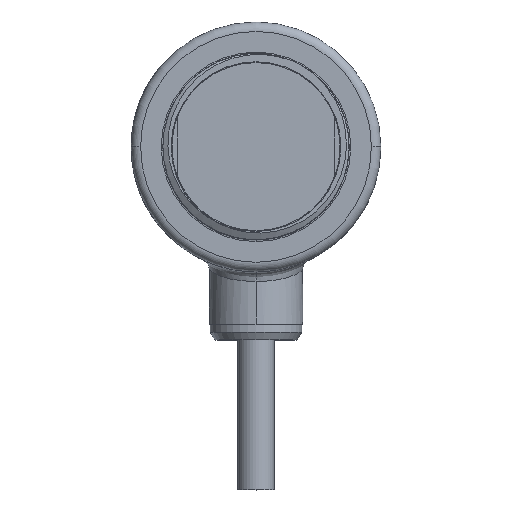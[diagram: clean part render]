
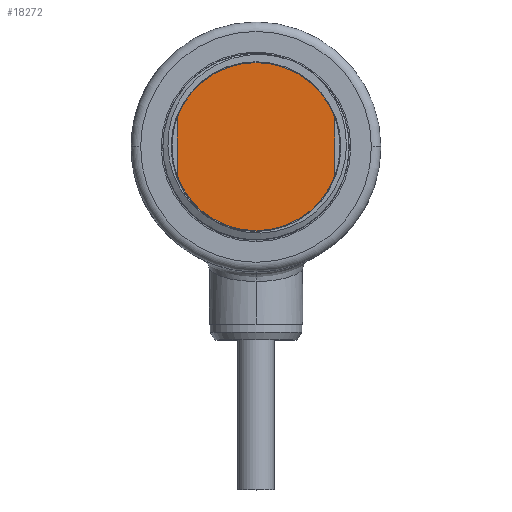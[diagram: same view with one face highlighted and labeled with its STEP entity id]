
A CAD part, top view. The second image highlights one B-rep face of the part: STEP entity #18272.
In plain terms, the highlighted planar face has unit normal (0, 0, 1).
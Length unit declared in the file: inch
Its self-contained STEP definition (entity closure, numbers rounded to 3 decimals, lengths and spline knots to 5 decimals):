
#6105=DIRECTION('',(0.,-1.,0.));
#6106=VECTOR('',#6105,0.36637);
#6107=CARTESIAN_POINT('',(0.5,0.18318,1.336));
#6108=LINE('',#6107,#6106);
#6109=CARTESIAN_POINT('',(0.,0.,1.336));
#6110=DIRECTION('',(0.,0.,-1.));
#6111=DIRECTION('',(0.939,-0.344,0.));
#6112=AXIS2_PLACEMENT_3D('',#6109,#6110,#6111);
#6114=DIRECTION('',(0.,1.,0.));
#6115=VECTOR('',#6114,0.36637);
#6116=CARTESIAN_POINT('',(-0.5,-0.18318,1.336));
#6117=LINE('',#6116,#6115);
#6118=CARTESIAN_POINT('',(0.,0.,1.336));
#6119=DIRECTION('',(0.,0.,-1.));
#6120=DIRECTION('',(-0.939,0.344,0.));
#6121=AXIS2_PLACEMENT_3D('',#6118,#6119,#6120);
#14671=CARTESIAN_POINT('',(-0.5,-0.18318,1.336));
#14672=CARTESIAN_POINT('',(-0.5,0.18318,1.336));
#14673=VERTEX_POINT('',#14671);
#14674=VERTEX_POINT('',#14672);
#14679=CARTESIAN_POINT('',(0.5,0.18318,1.336));
#14680=CARTESIAN_POINT('',(0.5,-0.18318,1.336));
#14681=VERTEX_POINT('',#14679);
#14682=VERTEX_POINT('',#14680);
#18259=CARTESIAN_POINT('',(0.,0.,1.336));
#18260=DIRECTION('',(0.,0.,-1.));
#18261=DIRECTION('',(1.,0.,0.));
#18262=AXIS2_PLACEMENT_3D('',#18259,#18260,#18261);
#18263=PLANE('',#18262);
#18264=ORIENTED_EDGE('',*,*,#18250,.T.);
#18265=ORIENTED_EDGE('',*,*,#18227,.T.);
#18267=ORIENTED_EDGE('',*,*,#18266,.T.);
#18269=ORIENTED_EDGE('',*,*,#18268,.T.);
#18270=EDGE_LOOP('',(#18264,#18265,#18267,#18269));
#18271=FACE_OUTER_BOUND('',#18270,.F.);
#18272=ADVANCED_FACE('',(#18271),#18263,.F.);
#6113=CIRCLE('',#6112,0.5325);
#6122=CIRCLE('',#6121,0.5325);
#18227=EDGE_CURVE('',#14682,#14673,#6113,.T.);
#18250=EDGE_CURVE('',#14681,#14682,#6108,.T.);
#18266=EDGE_CURVE('',#14673,#14674,#6117,.T.);
#18268=EDGE_CURVE('',#14674,#14681,#6122,.T.);
